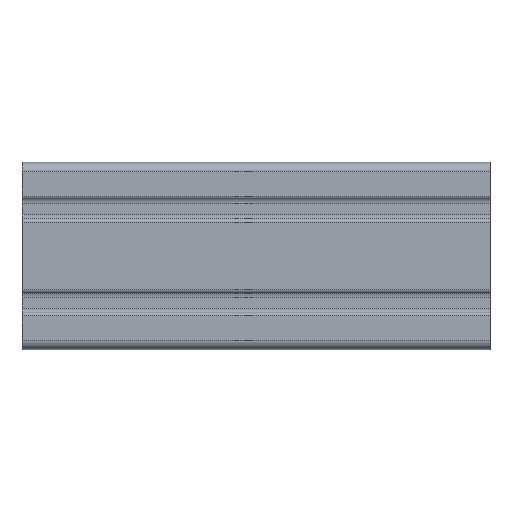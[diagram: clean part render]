
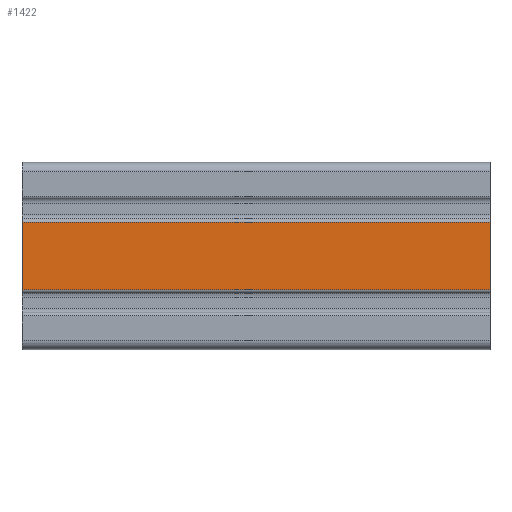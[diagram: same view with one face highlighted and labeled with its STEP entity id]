
A CAD part, left-side view. The second image highlights one B-rep face of the part: STEP entity #1422.
In plain terms, the highlighted planar face has unit normal (-1, 0, 0).
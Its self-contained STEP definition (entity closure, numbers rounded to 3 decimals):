
#116 = DIRECTION ( 'NONE',  ( -1., 0., 0. ) ) ;
#257 = VERTEX_POINT ( 'NONE', #6434 ) ;
#427 = ORIENTED_EDGE ( 'NONE', *, *, #6400, .F. ) ;
#974 = VECTOR ( 'NONE', #5440, 1000. ) ;
#1157 = EDGE_LOOP ( 'NONE', ( #6039, #427, #4658, #1193 ) ) ;
#1193 = ORIENTED_EDGE ( 'NONE', *, *, #6562, .T. ) ;
#1259 = EDGE_CURVE ( 'NONE', #5529, #257, #6428, .T. ) ;
#1422 = ADVANCED_FACE ( 'NONE', ( #4540 ), #4681, .T. ) ;
#1547 = EDGE_CURVE ( 'NONE', #5126, #3439, #3270, .T. ) ;
#1921 = VECTOR ( 'NONE', #5287, 1000. ) ;
#1948 = AXIS2_PLACEMENT_3D ( 'NONE', #6159, #116, #4137 ) ;
#2491 = CARTESIAN_POINT ( 'NONE',  ( -40., 200., 0. ) ) ;
#2894 = VECTOR ( 'NONE', #4711, 1000. ) ;
#2996 = DIRECTION ( 'NONE',  ( 0., 0., 1. ) ) ;
#3270 = LINE ( 'NONE', #5309, #1921 ) ;
#3439 = VERTEX_POINT ( 'NONE', #4571 ) ;
#3698 = CARTESIAN_POINT ( 'NONE',  ( -40., 200., -14.4 ) ) ;
#4137 = DIRECTION ( 'NONE',  ( 0., 0., 1. ) ) ;
#4210 = CARTESIAN_POINT ( 'NONE',  ( -40., 0., -14.4 ) ) ;
#4220 = LINE ( 'NONE', #4780, #2894 ) ;
#4540 = FACE_OUTER_BOUND ( 'NONE', #1157, .T. ) ;
#4571 = CARTESIAN_POINT ( 'NONE',  ( -40., 0., 14.4 ) ) ;
#4658 = ORIENTED_EDGE ( 'NONE', *, *, #1259, .F. ) ;
#4681 = PLANE ( 'NONE',  #1948 ) ;
#4711 = DIRECTION ( 'NONE',  ( 0., -1., 0. ) ) ;
#4780 = CARTESIAN_POINT ( 'NONE',  ( -40., 0., 14.4 ) ) ;
#4849 = LINE ( 'NONE', #6462, #974 ) ;
#5087 = VECTOR ( 'NONE', #2996, 1000. ) ;
#5126 = VERTEX_POINT ( 'NONE', #4210 ) ;
#5287 = DIRECTION ( 'NONE',  ( 0., 0., 1. ) ) ;
#5309 = CARTESIAN_POINT ( 'NONE',  ( -40., 0., -14.4 ) ) ;
#5440 = DIRECTION ( 'NONE',  ( 0., -1., 0. ) ) ;
#5529 = VERTEX_POINT ( 'NONE', #3698 ) ;
#6039 = ORIENTED_EDGE ( 'NONE', *, *, #1547, .T. ) ;
#6159 = CARTESIAN_POINT ( 'NONE',  ( -40., 0., -14.4 ) ) ;
#6400 = EDGE_CURVE ( 'NONE', #257, #3439, #4220, .T. ) ;
#6428 = LINE ( 'NONE', #2491, #5087 ) ;
#6434 = CARTESIAN_POINT ( 'NONE',  ( -40., 200., 14.4 ) ) ;
#6462 = CARTESIAN_POINT ( 'NONE',  ( -40., 0., -14.4 ) ) ;
#6562 = EDGE_CURVE ( 'NONE', #5529, #5126, #4849, .T. ) ;
